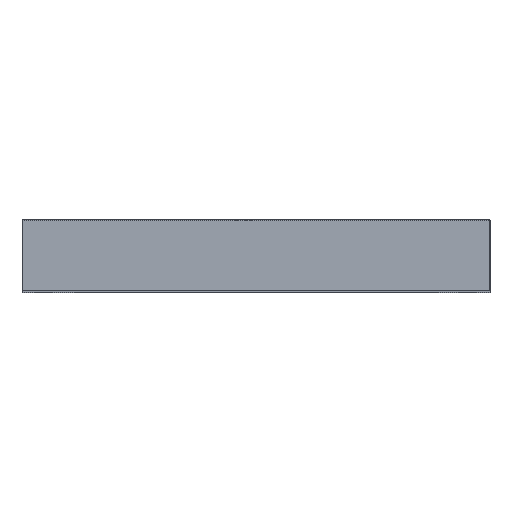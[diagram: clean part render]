
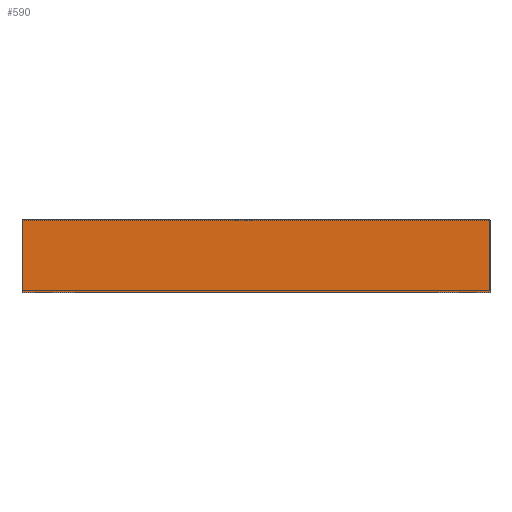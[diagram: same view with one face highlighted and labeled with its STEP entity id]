
A CAD part, top view. The second image highlights one B-rep face of the part: STEP entity #590.
In plain terms, the highlighted planar face has unit normal (0, 0, 1).
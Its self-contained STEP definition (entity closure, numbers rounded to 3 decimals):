
#2 = DIRECTION ( 'NONE',  ( -1., 0., 0. ) ) ;
#16 = CARTESIAN_POINT ( 'NONE',  ( 225., 0., 211.5 ) ) ;
#159 = VERTEX_POINT ( 'NONE', #620 ) ;
#175 = VECTOR ( 'NONE', #2119, 1000. ) ;
#365 = VERTEX_POINT ( 'NONE', #1885 ) ;
#435 = DIRECTION ( 'NONE',  ( -1., 0., 0. ) ) ;
#456 = EDGE_CURVE ( 'NONE', #2084, #1451, #1598, .T. ) ;
#514 = ORIENTED_EDGE ( 'NONE', *, *, #1612, .T. ) ;
#590 = ADVANCED_FACE ( 'NONE', ( #1459 ), #765, .F. ) ;
#620 = CARTESIAN_POINT ( 'NONE',  ( 225., 70., 211.5 ) ) ;
#765 = PLANE ( 'NONE',  #1807 ) ;
#875 = EDGE_CURVE ( 'NONE', #159, #2084, #1763, .T. ) ;
#922 = VECTOR ( 'NONE', #1703, 1000. ) ;
#933 = VECTOR ( 'NONE', #435, 1000. ) ;
#943 = CARTESIAN_POINT ( 'NONE',  ( 225., 70., 211.5 ) ) ;
#944 = ORIENTED_EDGE ( 'NONE', *, *, #875, .F. ) ;
#1022 = CARTESIAN_POINT ( 'NONE',  ( 225., 70., 211.5 ) ) ;
#1418 = ORIENTED_EDGE ( 'NONE', *, *, #1425, .F. ) ;
#1425 = EDGE_CURVE ( 'NONE', #1451, #365, #1774, .T. ) ;
#1451 = VERTEX_POINT ( 'NONE', #1596 ) ;
#1459 = FACE_OUTER_BOUND ( 'NONE', #2067, .T. ) ;
#1596 = CARTESIAN_POINT ( 'NONE',  ( -225., 0., 211.5 ) ) ;
#1598 = LINE ( 'NONE', #16, #2131 ) ;
#1612 = EDGE_CURVE ( 'NONE', #159, #365, #2162, .T. ) ;
#1649 = DIRECTION ( 'NONE',  ( -1., 0., 0. ) ) ;
#1703 = DIRECTION ( 'NONE',  ( 0., -1., 0. ) ) ;
#1713 = CARTESIAN_POINT ( 'NONE',  ( 225., 0., 211.5 ) ) ;
#1763 = LINE ( 'NONE', #1022, #922 ) ;
#1774 = LINE ( 'NONE', #1939, #175 ) ;
#1807 = AXIS2_PLACEMENT_3D ( 'NONE', #943, #2151, #1649 ) ;
#1817 = CARTESIAN_POINT ( 'NONE',  ( 225., 70., 211.5 ) ) ;
#1885 = CARTESIAN_POINT ( 'NONE',  ( -225., 70., 211.5 ) ) ;
#1939 = CARTESIAN_POINT ( 'NONE',  ( -225., 70., 211.5 ) ) ;
#2026 = ORIENTED_EDGE ( 'NONE', *, *, #456, .F. ) ;
#2067 = EDGE_LOOP ( 'NONE', ( #1418, #2026, #944, #514 ) ) ;
#2084 = VERTEX_POINT ( 'NONE', #1713 ) ;
#2119 = DIRECTION ( 'NONE',  ( 0., 1., 0. ) ) ;
#2131 = VECTOR ( 'NONE', #2, 1000. ) ;
#2151 = DIRECTION ( 'NONE',  ( 0., 0., -1. ) ) ;
#2162 = LINE ( 'NONE', #1817, #933 ) ;
